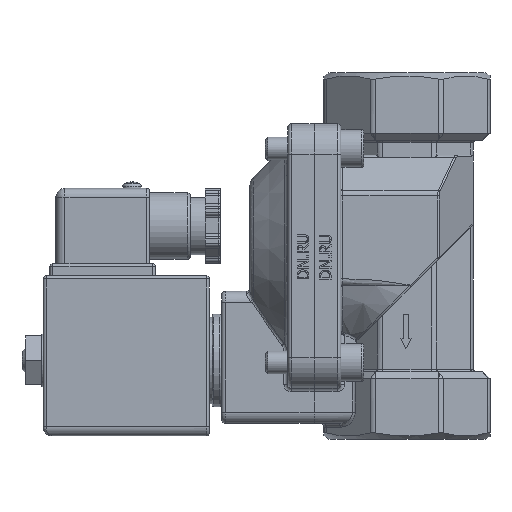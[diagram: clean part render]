
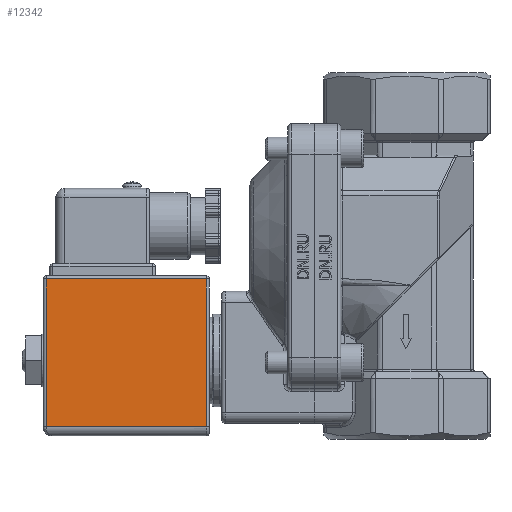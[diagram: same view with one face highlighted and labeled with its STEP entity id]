
A CAD part, left-side view. The second image highlights one B-rep face of the part: STEP entity #12342.
In plain terms, the highlighted planar face has unit normal (-1, 0, 0).
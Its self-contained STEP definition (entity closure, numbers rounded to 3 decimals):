
#494=PLANE('',#13644);
#1314=LINE('',#22036,#2206);
#1321=LINE('',#22106,#2213);
#1331=LINE('',#22136,#2223);
#1377=LINE('',#22310,#2269);
#2206=VECTOR('',#16420,8.);
#2213=VECTOR('',#16465,8.);
#2223=VECTOR('',#16503,8.);
#2269=VECTOR('',#16709,8.);
#3246=FACE_OUTER_BOUND('',#3995,.T.);
#3995=EDGE_LOOP('',(#10621,#10622,#10623,#10624));
#5691=VERTEX_POINT('',#21996);
#5692=VERTEX_POINT('',#22029);
#5695=VERTEX_POINT('',#22039);
#5707=VERTEX_POINT('',#22102);
#7284=EDGE_CURVE('',#5692,#5691,#1314,.T.);
#7304=EDGE_CURVE('',#5695,#5707,#1321,.T.);
#7321=EDGE_CURVE('',#5691,#5695,#1331,.T.);
#7408=EDGE_CURVE('',#5707,#5692,#1377,.T.);
#10621=ORIENTED_EDGE('',*,*,#7284,.F.);
#10622=ORIENTED_EDGE('',*,*,#7408,.F.);
#10623=ORIENTED_EDGE('',*,*,#7304,.F.);
#10624=ORIENTED_EDGE('',*,*,#7321,.F.);
#12342=ADVANCED_FACE('',(#3246),#494,.T.);
#13644=AXIS2_PLACEMENT_3D('',#22322,#16719,#16720);
#16420=DIRECTION('',(0.,0.,1.));
#16465=DIRECTION('',(0.,0.,-1.));
#16503=DIRECTION('',(0.,-1.,0.));
#16709=DIRECTION('',(0.,1.,0.));
#16719=DIRECTION('center_axis',(-1.,0.,0.));
#16720=DIRECTION('ref_axis',(0.,0.,1.));
#21996=CARTESIAN_POINT('',(-14.,95.08,21.6));
#22029=CARTESIAN_POINT('',(-14.,95.08,-17.6));
#22036=CARTESIAN_POINT('',(-14.,95.08,-10.));
#22039=CARTESIAN_POINT('',(-14.,52.68,21.6));
#22102=CARTESIAN_POINT('',(-14.,52.68,-17.6));
#22106=CARTESIAN_POINT('',(-14.,52.68,-10.));
#22136=CARTESIAN_POINT('',(-14.,62.88,21.6));
#22310=CARTESIAN_POINT('',(-14.,51.88,-17.6));
#22322=CARTESIAN_POINT('Origin',(-14.,51.88,-20.));
